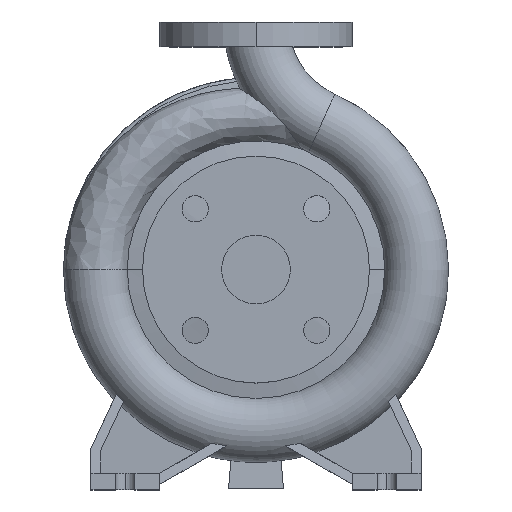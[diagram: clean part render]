
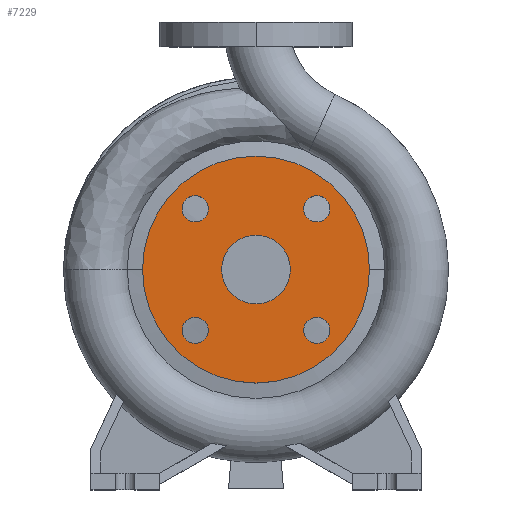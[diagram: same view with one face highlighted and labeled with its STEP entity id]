
A CAD part, top view. The second image highlights one B-rep face of the part: STEP entity #7229.
In plain terms, the highlighted planar face has unit normal (0, 0, 1).
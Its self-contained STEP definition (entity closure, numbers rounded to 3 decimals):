
#33 = CIRCLE ( 'NONE', #12826, 9.5 ) ;
#56 = DIRECTION ( 'NONE',  ( 1., 0., 0. ) ) ;
#130 = ORIENTED_EDGE ( 'NONE', *, *, #8091, .F. ) ;
#249 = ORIENTED_EDGE ( 'NONE', *, *, #2159, .F. ) ;
#402 = VERTEX_POINT ( 'NONE', #12381 ) ;
#415 = AXIS2_PLACEMENT_3D ( 'NONE', #7353, #8277, #5319 ) ;
#431 = CIRCLE ( 'NONE', #415, 82.5 ) ;
#545 = DIRECTION ( 'NONE',  ( 1., 0., 0. ) ) ;
#673 = DIRECTION ( 'NONE',  ( 0., 0., 1. ) ) ;
#712 = VERTEX_POINT ( 'NONE', #12283 ) ;
#764 = ORIENTED_EDGE ( 'NONE', *, *, #7984, .T. ) ;
#929 = CARTESIAN_POINT ( 'NONE',  ( -82.5, 0., 80. ) ) ;
#1537 = AXIS2_PLACEMENT_3D ( 'NONE', #8151, #12437, #545 ) ;
#1634 = EDGE_CURVE ( 'NONE', #712, #4079, #5849, .T. ) ;
#1944 = AXIS2_PLACEMENT_3D ( 'NONE', #6362, #10644, #4971 ) ;
#1996 = AXIS2_PLACEMENT_3D ( 'NONE', #2226, #5675, #56 ) ;
#2159 = EDGE_CURVE ( 'NONE', #9271, #402, #33, .T. ) ;
#2226 = CARTESIAN_POINT ( 'NONE',  ( -44.194, 44.194, 80. ) ) ;
#2234 = CIRCLE ( 'NONE', #4262, 9.5 ) ;
#2235 = DIRECTION ( 'NONE',  ( 0., 0., 1. ) ) ;
#2272 = AXIS2_PLACEMENT_3D ( 'NONE', #11797, #5197, #2314 ) ;
#2314 = DIRECTION ( 'NONE',  ( 1., 0., 0. ) ) ;
#2339 = FACE_BOUND ( 'NONE', #12741, .T. ) ;
#2473 = FACE_BOUND ( 'NONE', #10854, .T. ) ;
#2605 = EDGE_CURVE ( 'NONE', #12024, #10278, #13486, .T. ) ;
#2705 = ORIENTED_EDGE ( 'NONE', *, *, #7823, .F. ) ;
#2735 = AXIS2_PLACEMENT_3D ( 'NONE', #7933, #11231, #12149 ) ;
#2805 = CARTESIAN_POINT ( 'NONE',  ( 44.194, 44.194, 80. ) ) ;
#2855 = CARTESIAN_POINT ( 'NONE',  ( -25., 0., 80. ) ) ;
#2940 = AXIS2_PLACEMENT_3D ( 'NONE', #12922, #2235, #3153 ) ;
#3153 = DIRECTION ( 'NONE',  ( 1., 0., 0. ) ) ;
#3378 = DIRECTION ( 'NONE',  ( 1., 0., 0. ) ) ;
#3449 = CARTESIAN_POINT ( 'NONE',  ( 34.694, -44.194, 80. ) ) ;
#3595 = DIRECTION ( 'NONE',  ( 0., 0., -1. ) ) ;
#3635 = CARTESIAN_POINT ( 'NONE',  ( -34.694, -44.194, 80. ) ) ;
#3731 = VERTEX_POINT ( 'NONE', #11855 ) ;
#3846 = DIRECTION ( 'NONE',  ( 1., 0., 0. ) ) ;
#3896 = ORIENTED_EDGE ( 'NONE', *, *, #1634, .F. ) ;
#4079 = VERTEX_POINT ( 'NONE', #2855 ) ;
#4205 = AXIS2_PLACEMENT_3D ( 'NONE', #11878, #8497, #3378 ) ;
#4238 = DIRECTION ( 'NONE',  ( 0., 0., 1. ) ) ;
#4262 = AXIS2_PLACEMENT_3D ( 'NONE', #2805, #9480, #6232 ) ;
#4372 = DIRECTION ( 'NONE',  ( -1., 0., 0. ) ) ;
#4629 = CIRCLE ( 'NONE', #10460, 9.5 ) ;
#4636 = VERTEX_POINT ( 'NONE', #7468 ) ;
#4880 = ORIENTED_EDGE ( 'NONE', *, *, #2605, .F. ) ;
#4971 = DIRECTION ( 'NONE',  ( 1., 0., 0. ) ) ;
#4977 = DIRECTION ( 'NONE',  ( 1., 0., 0. ) ) ;
#5032 = ORIENTED_EDGE ( 'NONE', *, *, #5357, .F. ) ;
#5169 = EDGE_CURVE ( 'NONE', #11421, #3731, #4629, .T. ) ;
#5197 = DIRECTION ( 'NONE',  ( 0., 0., 1. ) ) ;
#5319 = DIRECTION ( 'NONE',  ( 1., 0., 0. ) ) ;
#5357 = EDGE_CURVE ( 'NONE', #4079, #712, #13860, .T. ) ;
#5546 = EDGE_LOOP ( 'NONE', ( #249, #130 ) ) ;
#5675 = DIRECTION ( 'NONE',  ( 0., 0., 1. ) ) ;
#5705 = FACE_OUTER_BOUND ( 'NONE', #7135, .T. ) ;
#5849 = CIRCLE ( 'NONE', #7881, 25. ) ;
#6043 = CIRCLE ( 'NONE', #1996, 9.5 ) ;
#6187 = EDGE_CURVE ( 'NONE', #7744, #12250, #10709, .T. ) ;
#6232 = DIRECTION ( 'NONE',  ( 1., 0., 0. ) ) ;
#6301 = EDGE_LOOP ( 'NONE', ( #2705, #8706 ) ) ;
#6362 = CARTESIAN_POINT ( 'NONE',  ( 0., 0., 80. ) ) ;
#7135 = EDGE_LOOP ( 'NONE', ( #764, #8305 ) ) ;
#7229 = ADVANCED_FACE ( 'NONE', ( #11048, #5705, #2339, #8875, #2473, #13223 ), #10058, .F. ) ;
#7328 = CARTESIAN_POINT ( 'NONE',  ( -53.694, -44.194, 80. ) ) ;
#7353 = CARTESIAN_POINT ( 'NONE',  ( 0., 0., 80. ) ) ;
#7468 = CARTESIAN_POINT ( 'NONE',  ( 82.5, 0., 80. ) ) ;
#7744 = VERTEX_POINT ( 'NONE', #3449 ) ;
#7803 = ORIENTED_EDGE ( 'NONE', *, *, #11692, .F. ) ;
#7823 = EDGE_CURVE ( 'NONE', #12250, #7744, #8729, .T. ) ;
#7881 = AXIS2_PLACEMENT_3D ( 'NONE', #10240, #673, #4977 ) ;
#7933 = CARTESIAN_POINT ( 'NONE',  ( -44.194, -44.194, 80. ) ) ;
#7984 = EDGE_CURVE ( 'NONE', #4636, #8307, #431, .T. ) ;
#8091 = EDGE_CURVE ( 'NONE', #402, #9271, #6043, .T. ) ;
#8108 = CARTESIAN_POINT ( 'NONE',  ( 53.694, -44.194, 80. ) ) ;
#8151 = CARTESIAN_POINT ( 'NONE',  ( 44.194, -44.194, 80. ) ) ;
#8277 = DIRECTION ( 'NONE',  ( 0., 0., 1. ) ) ;
#8305 = ORIENTED_EDGE ( 'NONE', *, *, #11625, .T. ) ;
#8307 = VERTEX_POINT ( 'NONE', #929 ) ;
#8387 = DIRECTION ( 'NONE',  ( 1., 0., 0. ) ) ;
#8497 = DIRECTION ( 'NONE',  ( 0., 0., 1. ) ) ;
#8660 = EDGE_CURVE ( 'NONE', #3731, #11421, #2234, .T. ) ;
#8706 = ORIENTED_EDGE ( 'NONE', *, *, #6187, .F. ) ;
#8729 = CIRCLE ( 'NONE', #1537, 9.5 ) ;
#8875 = FACE_BOUND ( 'NONE', #5546, .T. ) ;
#9271 = VERTEX_POINT ( 'NONE', #12407 ) ;
#9480 = DIRECTION ( 'NONE',  ( 0., 0., 1. ) ) ;
#9788 = CARTESIAN_POINT ( 'NONE',  ( 0., 82.5, 80. ) ) ;
#9928 = EDGE_LOOP ( 'NONE', ( #3896, #5032 ) ) ;
#10027 = DIRECTION ( 'NONE',  ( 0., 0., 1. ) ) ;
#10058 = PLANE ( 'NONE',  #10288 ) ;
#10111 = ORIENTED_EDGE ( 'NONE', *, *, #5169, .F. ) ;
#10240 = CARTESIAN_POINT ( 'NONE',  ( 0., 0., 80. ) ) ;
#10278 = VERTEX_POINT ( 'NONE', #3635 ) ;
#10288 = AXIS2_PLACEMENT_3D ( 'NONE', #9788, #3595, #4372 ) ;
#10460 = AXIS2_PLACEMENT_3D ( 'NONE', #12343, #10027, #3846 ) ;
#10563 = CARTESIAN_POINT ( 'NONE',  ( -44.194, 44.194, 80. ) ) ;
#10644 = DIRECTION ( 'NONE',  ( 0., 0., 1. ) ) ;
#10709 = CIRCLE ( 'NONE', #4205, 9.5 ) ;
#10854 = EDGE_LOOP ( 'NONE', ( #7803, #4880 ) ) ;
#11025 = CIRCLE ( 'NONE', #2272, 9.5 ) ;
#11035 = CARTESIAN_POINT ( 'NONE',  ( 53.694, 44.194, 80. ) ) ;
#11048 = FACE_BOUND ( 'NONE', #9928, .T. ) ;
#11231 = DIRECTION ( 'NONE',  ( 0., 0., 1. ) ) ;
#11421 = VERTEX_POINT ( 'NONE', #11035 ) ;
#11625 = EDGE_CURVE ( 'NONE', #8307, #4636, #11700, .T. ) ;
#11692 = EDGE_CURVE ( 'NONE', #10278, #12024, #11025, .T. ) ;
#11700 = CIRCLE ( 'NONE', #2940, 82.5 ) ;
#11797 = CARTESIAN_POINT ( 'NONE',  ( -44.194, -44.194, 80. ) ) ;
#11855 = CARTESIAN_POINT ( 'NONE',  ( 34.694, 44.194, 80. ) ) ;
#11878 = CARTESIAN_POINT ( 'NONE',  ( 44.194, -44.194, 80. ) ) ;
#12024 = VERTEX_POINT ( 'NONE', #7328 ) ;
#12149 = DIRECTION ( 'NONE',  ( 1., 0., 0. ) ) ;
#12243 = ORIENTED_EDGE ( 'NONE', *, *, #8660, .F. ) ;
#12250 = VERTEX_POINT ( 'NONE', #8108 ) ;
#12283 = CARTESIAN_POINT ( 'NONE',  ( 25., 0., 80. ) ) ;
#12343 = CARTESIAN_POINT ( 'NONE',  ( 44.194, 44.194, 80. ) ) ;
#12381 = CARTESIAN_POINT ( 'NONE',  ( -53.694, 44.194, 80. ) ) ;
#12407 = CARTESIAN_POINT ( 'NONE',  ( -34.694, 44.194, 80. ) ) ;
#12437 = DIRECTION ( 'NONE',  ( 0., 0., 1. ) ) ;
#12741 = EDGE_LOOP ( 'NONE', ( #10111, #12243 ) ) ;
#12826 = AXIS2_PLACEMENT_3D ( 'NONE', #10563, #4238, #8387 ) ;
#12922 = CARTESIAN_POINT ( 'NONE',  ( 0., 0., 80. ) ) ;
#13223 = FACE_BOUND ( 'NONE', #6301, .T. ) ;
#13486 = CIRCLE ( 'NONE', #2735, 9.5 ) ;
#13860 = CIRCLE ( 'NONE', #1944, 25. ) ;
